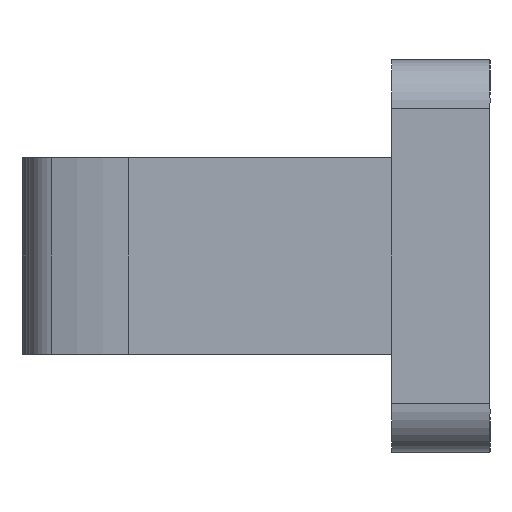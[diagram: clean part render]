
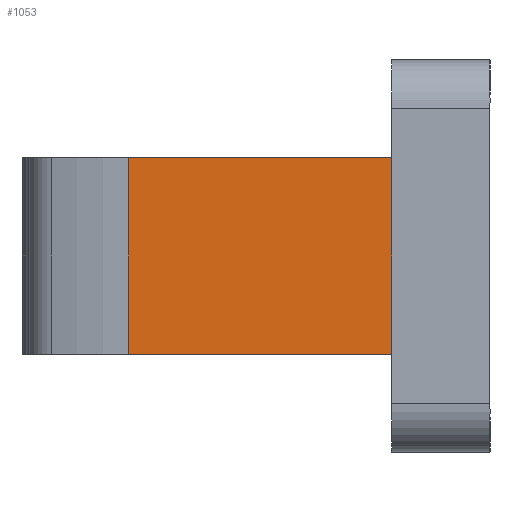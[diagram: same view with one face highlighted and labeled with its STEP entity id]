
A CAD part, left-side view. The second image highlights one B-rep face of the part: STEP entity #1053.
In plain terms, the highlighted planar face has unit normal (-1, 0, 0).
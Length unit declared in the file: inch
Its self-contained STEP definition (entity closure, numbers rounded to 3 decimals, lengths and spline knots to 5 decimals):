
#29=PLANE('',#1198);
#82=FACE_OUTER_BOUND('',#138,.T.);
#138=EDGE_LOOP('',(#886,#887,#888,#889));
#161=LINE('',#1635,#249);
#224=LINE('',#1842,#312);
#228=LINE('',#1851,#316);
#229=LINE('',#1852,#317);
#249=VECTOR('',#1284,0.3937);
#312=VECTOR('',#1513,0.3937);
#316=VECTOR('',#1521,0.3937);
#317=VECTOR('',#1522,0.3937);
#431=VERTEX_POINT('',#1632);
#432=VERTEX_POINT('',#1634);
#493=VERTEX_POINT('',#1840);
#496=VERTEX_POINT('',#1850);
#537=EDGE_CURVE('',#431,#432,#161,.T.);
#641=EDGE_CURVE('',#493,#431,#224,.T.);
#645=EDGE_CURVE('',#496,#493,#228,.T.);
#646=EDGE_CURVE('',#432,#496,#229,.T.);
#886=ORIENTED_EDGE('',*,*,#641,.F.);
#887=ORIENTED_EDGE('',*,*,#645,.F.);
#888=ORIENTED_EDGE('',*,*,#646,.F.);
#889=ORIENTED_EDGE('',*,*,#537,.F.);
#1053=ADVANCED_FACE('',(#82),#29,.T.);
#1198=AXIS2_PLACEMENT_3D('',#1849,#1519,#1520);
#1284=DIRECTION('',(0.,1.,0.));
#1513=DIRECTION('',(0.,0.,-1.));
#1519=DIRECTION('center_axis',(-1.,0.,0.));
#1520=DIRECTION('ref_axis',(0.,-1.,0.));
#1521=DIRECTION('',(0.,-1.,0.));
#1522=DIRECTION('',(0.,0.,1.));
#1632=CARTESIAN_POINT('',(-0.1675,-0.1675,-0.0625));
#1634=CARTESIAN_POINT('',(-0.1675,0.,-0.0625));
#1635=CARTESIAN_POINT('',(-0.1675,0.,-0.0625));
#1840=CARTESIAN_POINT('',(-0.1675,-0.1675,0.0625));
#1842=CARTESIAN_POINT('',(-0.1675,-0.1675,0.));
#1849=CARTESIAN_POINT('Origin',(-0.1675,0.,0.));
#1850=CARTESIAN_POINT('',(-0.1675,0.,0.0625));
#1851=CARTESIAN_POINT('',(-0.1675,0.,0.0625));
#1852=CARTESIAN_POINT('',(-0.1675,0.,0.));
